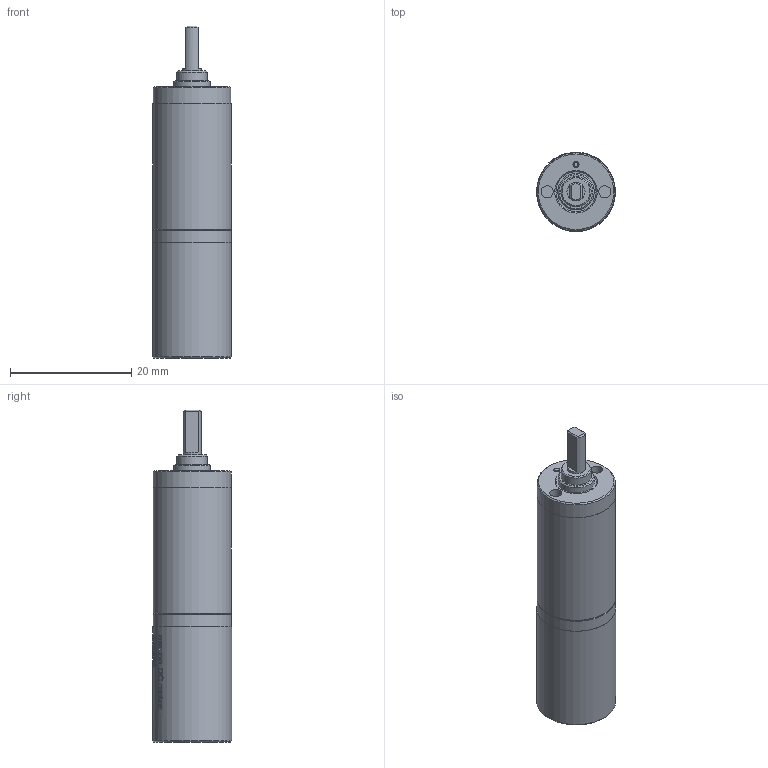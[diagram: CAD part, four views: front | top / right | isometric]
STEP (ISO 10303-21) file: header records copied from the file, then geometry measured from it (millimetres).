
FILE_DESCRIPTION(/* description */ (''),/* implementation_level */ '2;1');
FILE_NAME(/* name */ 'Maxon_DC_motor_139885_41.013.013-00.00-211_323224_Gear_235RPM.stp',/* time_stamp */ '2019-02-08T22:17:03+02:00',/* author */ ('Ev'),/* organization */ (''),/* preprocessor_version */ 'ST-DEVELOPER v17.2',/* originating_system */ 'Autodesk Inventor 2019',/* authorisation */ '');
FILE_SCHEMA (('AUTOMOTIVE_DESIGN { 1 0 10303 214 3 1 1 }'));
Length unit declared in the file: millimetre
Products named in the file (1): Maxon_DC_motor_139885_41.013.013-00.00-211_323224_Gear_235RPM
Bounding box: 13 x 13.05 x 54.7 mm (x, y, z)
Volume: 5735.1 mm3; surface area: 2937.5 mm2
Topology: 5 solids, 5 shells, 752 faces, 2024 edges, 1346 vertices
Faces by surface type: bspline 412, plane 262, cylinder 68, cone 9, torus 1
Full cylindrical faces by diameter (mm): 2 x2, 3 x2, 5 x2, 6 x1, 11 x1, 12.85 x1, 12.9 x2, 13 x1
Entity records: 33872 total; most frequent: CARTESIAN_POINT 17468, ORIENTED_EDGE 4048, DIRECTION 2169, EDGE_CURVE 2024, VERTEX_POINT 1346, LINE 905, VECTOR 905, B_SPLINE_CURVE_WITH_KNOTS 828
